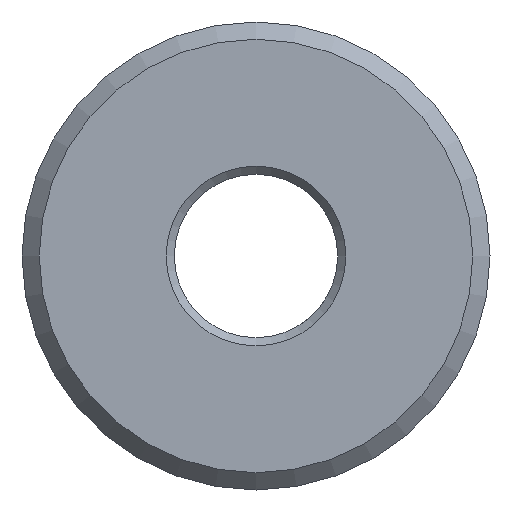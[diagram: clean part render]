
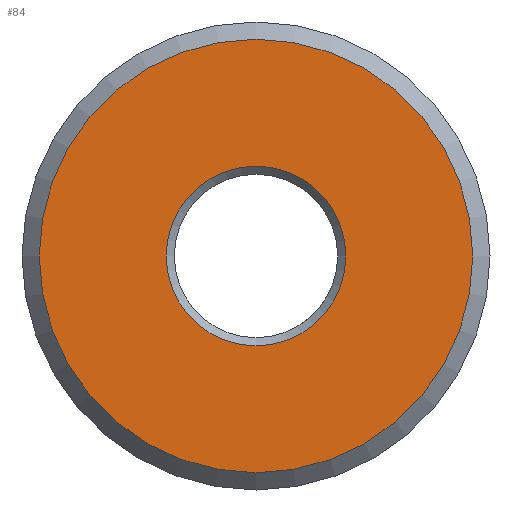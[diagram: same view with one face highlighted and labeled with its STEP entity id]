
A CAD part, left-side view. The second image highlights one B-rep face of the part: STEP entity #84.
In plain terms, the highlighted planar face has unit normal (-1, 0, 0).
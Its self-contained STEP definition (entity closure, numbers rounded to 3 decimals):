
#84 = ADVANCED_FACE( '', ( #120, #121 ), #122, .F. );
#120 = FACE_OUTER_BOUND( '', #169, .T. );
#121 = FACE_BOUND( '', #170, .T. );
#122 = PLANE( '', #171 );
#169 = EDGE_LOOP( '', ( #236 ) );
#170 = EDGE_LOOP( '', ( #237 ) );
#171 = AXIS2_PLACEMENT_3D( '', #238, #239, #240 );
#236 = ORIENTED_EDGE( '', *, *, #279, .F. );
#237 = ORIENTED_EDGE( '', *, *, #280, .T. );
#238 = CARTESIAN_POINT( '', ( 0., 0., 0. ) );
#239 = DIRECTION( '', ( 1., 0., 0. ) );
#240 = DIRECTION( '', ( 0., 0., -1. ) );
#279 = EDGE_CURVE( '', #307, #307, #308, .T. );
#280 = EDGE_CURVE( '', #309, #309, #310, .T. );
#307 = VERTEX_POINT( '', #499 );
#308 = CIRCLE( '', #500, 7.96 );
#309 = VERTEX_POINT( '', #501 );
#310 = CIRCLE( '', #502, 3.3 );
#499 = CARTESIAN_POINT( '', ( 0., 0., -7.96 ) );
#500 = AXIS2_PLACEMENT_3D( '', #532, #533, #534 );
#501 = CARTESIAN_POINT( '', ( 0., 0., -3.3 ) );
#502 = AXIS2_PLACEMENT_3D( '', #535, #536, #537 );
#532 = CARTESIAN_POINT( '', ( 0., 0., 0. ) );
#533 = DIRECTION( '', ( 1., 0., 0. ) );
#534 = DIRECTION( '', ( 0., 0., -1. ) );
#535 = CARTESIAN_POINT( '', ( 0., 0., 0. ) );
#536 = DIRECTION( '', ( 1., 0., 0. ) );
#537 = DIRECTION( '', ( 0., 0., -1. ) );
